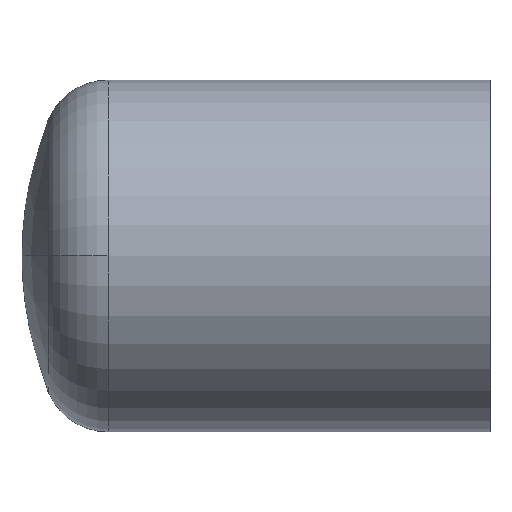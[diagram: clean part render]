
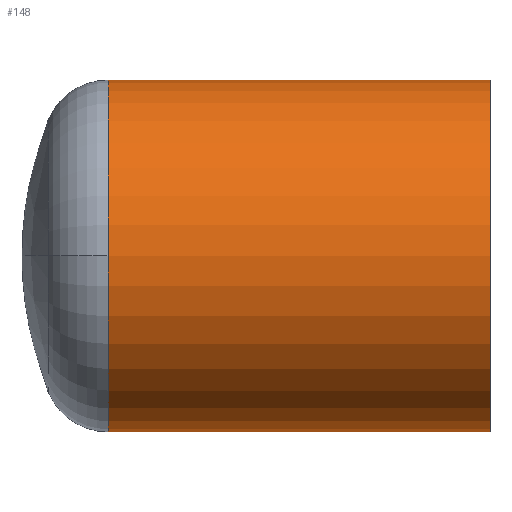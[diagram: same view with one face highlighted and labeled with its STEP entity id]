
A CAD part, top view. The second image highlights one B-rep face of the part: STEP entity #148.
In plain terms, the highlighted cylindrical face has radius 31.5 mm (diameter 63 mm), a partial arc.
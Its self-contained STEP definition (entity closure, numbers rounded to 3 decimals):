
#88 = VERTEX_POINT( '', #225 );
#90 = EDGE_CURVE( '', #88, #126, #227, .T. );
#100 = VERTEX_POINT( '', #237 );
#108 = EDGE_CURVE( '', #100, #126, #245, .T. );
#126 = VERTEX_POINT( '', #266 );
#130 = VERTEX_POINT( '', #271 );
#136 = VERTEX_POINT( '', #277 );
#140 = EDGE_CURVE( '', #136, #88, #281, .T. );
#148 = ADVANCED_FACE( '', ( #291 ), #292, .T. );
#154 = EDGE_CURVE( '', #130, #100, #300, .T. );
#168 = EDGE_CURVE( '', #130, #136, #316, .T. );
#225 = CARTESIAN_POINT( '', ( 0., 31.5, 0. ) );
#227 = LINE( '', #370, #371 );
#237 = CARTESIAN_POINT( '', ( -68.391, 0., 31.5 ) );
#245 = CIRCLE( '', #394, 31.5 );
#266 = CARTESIAN_POINT( '', ( -68.391, 31.5, 0. ) );
#271 = CARTESIAN_POINT( '', ( -68.391, -31.5, 0. ) );
#277 = CARTESIAN_POINT( '', ( 0., -31.5, 0. ) );
#281 = CIRCLE( '', #436, 31.5 );
#291 = FACE_OUTER_BOUND( '', #446, .T. );
#292 = CYLINDRICAL_SURFACE( '', #447, 31.5 );
#300 = CIRCLE( '', #456, 31.5 );
#316 = LINE( '', #475, #476 );
#370 = CARTESIAN_POINT( '', ( -34.196, 31.5, 0. ) );
#371 = VECTOR( '', #533, 1. );
#394 = AXIS2_PLACEMENT_3D( '', #546, #547, #548 );
#436 = AXIS2_PLACEMENT_3D( '', #598, #599, #600 );
#446 = EDGE_LOOP( '', ( #614, #615, #616, #617, #618 ) );
#447 = AXIS2_PLACEMENT_3D( '', #619, #620, #621 );
#456 = AXIS2_PLACEMENT_3D( '', #635, #636, #637 );
#475 = CARTESIAN_POINT( '', ( -34.196, -31.5, 0. ) );
#476 = VECTOR( '', #662, 1. );
#533 = DIRECTION( '', ( -1., 0., 0. ) );
#546 = CARTESIAN_POINT( '', ( -68.391, 0., 0. ) );
#547 = DIRECTION( '', ( -1., 0., 0. ) );
#548 = DIRECTION( '', ( 0., 1., 0. ) );
#598 = CARTESIAN_POINT( '', ( 0., 0., 0. ) );
#599 = DIRECTION( '', ( -1., 0., 0. ) );
#600 = DIRECTION( '', ( 0., 1., 0. ) );
#614 = ORIENTED_EDGE( '', *, *, #90, .T. );
#615 = ORIENTED_EDGE( '', *, *, #108, .F. );
#616 = ORIENTED_EDGE( '', *, *, #154, .F. );
#617 = ORIENTED_EDGE( '', *, *, #168, .T. );
#618 = ORIENTED_EDGE( '', *, *, #140, .T. );
#619 = CARTESIAN_POINT( '', ( -34.196, 0., 0. ) );
#620 = DIRECTION( '', ( 1., 0., 0. ) );
#621 = DIRECTION( '', ( 0., 1., 0. ) );
#635 = CARTESIAN_POINT( '', ( -68.391, 0., 0. ) );
#636 = DIRECTION( '', ( -1., 0., 0. ) );
#637 = DIRECTION( '', ( 0., 1., 0. ) );
#662 = DIRECTION( '', ( 1., 0., 0. ) );
